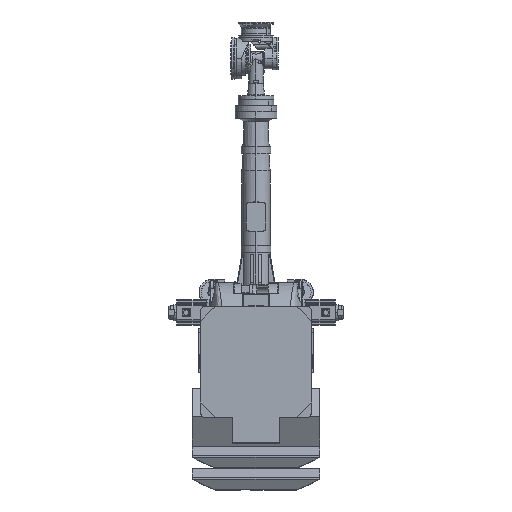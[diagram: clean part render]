
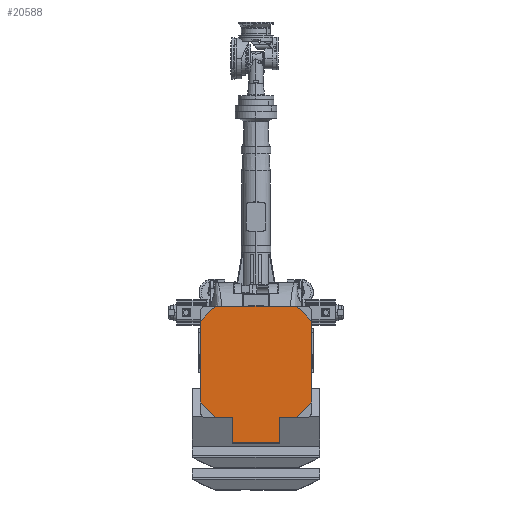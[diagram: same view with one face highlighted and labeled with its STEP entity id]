
A CAD part, top view. The second image highlights one B-rep face of the part: STEP entity #20588.
In plain terms, the highlighted planar face has unit normal (0, 0, 1).
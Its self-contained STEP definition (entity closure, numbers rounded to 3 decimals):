
#1924 = CARTESIAN_POINT ( 'NONE',  ( -393., -284.211, 0. ) ) ;
#2422 = VERTEX_POINT ( 'NONE', #18432 ) ;
#2832 = CARTESIAN_POINT ( 'NONE',  ( 284.211, 393., 0. ) ) ;
#3348 = DIRECTION ( 'NONE',  ( 1., 0., 0. ) ) ;
#3732 = ORIENTED_EDGE ( 'NONE', *, *, #90267, .T. ) ;
#3764 = EDGE_CURVE ( 'NONE', #29733, #31853, #25390, .T. ) ;
#5740 = DIRECTION ( 'NONE',  ( 0., 0., 1. ) ) ;
#5755 = LINE ( 'NONE', #83462, #75574 ) ;
#6565 = EDGE_LOOP ( 'NONE', ( #10203, #11495, #86295, #18174, #81117, #3732, #7326, #20268, #78395, #82128, #73200, #75770 ) ) ;
#6607 = AXIS2_PLACEMENT_3D ( 'NONE', #47455, #5740, #54476 ) ;
#7326 = ORIENTED_EDGE ( 'NONE', *, *, #24855, .T. ) ;
#7342 = VERTEX_POINT ( 'NONE', #46249 ) ;
#7871 = VERTEX_POINT ( 'NONE', #47921 ) ;
#9791 = DIRECTION ( 'NONE',  ( 1., 0., 0. ) ) ;
#10203 = ORIENTED_EDGE ( 'NONE', *, *, #58612, .T. ) ;
#11495 = ORIENTED_EDGE ( 'NONE', *, *, #3764, .T. ) ;
#12156 = DIRECTION ( 'NONE',  ( 0., 0., 1. ) ) ;
#13195 = DIRECTION ( 'NONE',  ( -1., 0., 0. ) ) ;
#13965 = CARTESIAN_POINT ( 'NONE',  ( -165., -393., 0. ) ) ;
#15820 = FACE_OUTER_BOUND ( 'NONE', #6565, .T. ) ;
#15906 = EDGE_CURVE ( 'NONE', #2422, #18362, #20597, .T. ) ;
#16610 = EDGE_CURVE ( 'NONE', #89877, #18690, #71772, .T. ) ;
#17295 = AXIS2_PLACEMENT_3D ( 'NONE', #61220, #19491, #68247 ) ;
#17419 = CARTESIAN_POINT ( 'NONE',  ( -165., -572., 0. ) ) ;
#18174 = ORIENTED_EDGE ( 'NONE', *, *, #86623, .T. ) ;
#18362 = VERTEX_POINT ( 'NONE', #19985 ) ;
#18432 = CARTESIAN_POINT ( 'NONE',  ( 165., -393., 0. ) ) ;
#18690 = VERTEX_POINT ( 'NONE', #1924 ) ;
#19491 = DIRECTION ( 'NONE',  ( 0., 0., 1. ) ) ;
#19985 = CARTESIAN_POINT ( 'NONE',  ( 284.211, -393., 0. ) ) ;
#20268 = ORIENTED_EDGE ( 'NONE', *, *, #42002, .T. ) ;
#20588 = ADVANCED_FACE ( 'NONE', ( #15820 ), #23494, .T. ) ;
#20597 = LINE ( 'NONE', #65836, #74063 ) ;
#21528 = DIRECTION ( 'NONE',  ( 0., 1., 0. ) ) ;
#21916 = VERTEX_POINT ( 'NONE', #62751 ) ;
#23364 = DIRECTION ( 'NONE',  ( 0., -1., 0. ) ) ;
#23494 = PLANE ( 'NONE',  #66894 ) ;
#24855 = EDGE_CURVE ( 'NONE', #48942, #7342, #80910, .T. ) ;
#25274 = EDGE_CURVE ( 'NONE', #50286, #7871, #40467, .T. ) ;
#25390 = LINE ( 'NONE', #25519, #62460 ) ;
#25519 = CARTESIAN_POINT ( 'NONE',  ( -165., -572., 0. ) ) ;
#26191 = CARTESIAN_POINT ( 'NONE',  ( 165., -572., 0. ) ) ;
#28155 = CIRCLE ( 'NONE', #60551, 485. ) ;
#29656 = DIRECTION ( 'NONE',  ( 0., 0., 1. ) ) ;
#29733 = VERTEX_POINT ( 'NONE', #13965 ) ;
#30533 = CARTESIAN_POINT ( 'NONE',  ( 358., 358., 0. ) ) ;
#30786 = CARTESIAN_POINT ( 'NONE',  ( 393., -284.211, 0. ) ) ;
#31853 = VERTEX_POINT ( 'NONE', #17419 ) ;
#32850 = LINE ( 'NONE', #36675, #67707 ) ;
#33245 = DIRECTION ( 'NONE',  ( 0., 1., 0. ) ) ;
#33502 = CIRCLE ( 'NONE', #34102, 485. ) ;
#34102 = AXIS2_PLACEMENT_3D ( 'NONE', #53893, #12156, #60910 ) ;
#36675 = CARTESIAN_POINT ( 'NONE',  ( 165., -572., 0. ) ) ;
#38303 = VECTOR ( 'NONE', #13195, 1000. ) ;
#38503 = LINE ( 'NONE', #26191, #52605 ) ;
#40467 = LINE ( 'NONE', #75735, #38303 ) ;
#42002 = EDGE_CURVE ( 'NONE', #7342, #50286, #33502, .T. ) ;
#46249 = CARTESIAN_POINT ( 'NONE',  ( 393., 284.211, 0. ) ) ;
#47455 = CARTESIAN_POINT ( 'NONE',  ( 0., 0., 0. ) ) ;
#47921 = CARTESIAN_POINT ( 'NONE',  ( -284.211, 393., 0. ) ) ;
#48777 = VECTOR ( 'NONE', #23364, 1000. ) ;
#48942 = VERTEX_POINT ( 'NONE', #30786 ) ;
#50286 = VERTEX_POINT ( 'NONE', #2832 ) ;
#50596 = DIRECTION ( 'NONE',  ( 1., 0., 0. ) ) ;
#51485 = DIRECTION ( 'NONE',  ( 0., 0., 1. ) ) ;
#52605 = VECTOR ( 'NONE', #33245, 1000. ) ;
#53443 = CARTESIAN_POINT ( 'NONE',  ( -393., 284.211, 0. ) ) ;
#53893 = CARTESIAN_POINT ( 'NONE',  ( 0., 0., 0. ) ) ;
#54476 = DIRECTION ( 'NONE',  ( 1., 0., 0. ) ) ;
#55323 = DIRECTION ( 'NONE',  ( 1., 0., 0. ) ) ;
#58080 = CARTESIAN_POINT ( 'NONE',  ( -393., -358., 0. ) ) ;
#58612 = EDGE_CURVE ( 'NONE', #60331, #29733, #5755, .T. ) ;
#60331 = VERTEX_POINT ( 'NONE', #84023 ) ;
#60551 = AXIS2_PLACEMENT_3D ( 'NONE', #71419, #29656, #78436 ) ;
#60910 = DIRECTION ( 'NONE',  ( 1., 0., 0. ) ) ;
#61220 = CARTESIAN_POINT ( 'NONE',  ( 0., 0., 0. ) ) ;
#62293 = VECTOR ( 'NONE', #21528, 1000. ) ;
#62460 = VECTOR ( 'NONE', #74319, 1000. ) ;
#62751 = CARTESIAN_POINT ( 'NONE',  ( 165., -572., 0. ) ) ;
#63533 = EDGE_CURVE ( 'NONE', #18690, #60331, #71645, .T. ) ;
#65836 = CARTESIAN_POINT ( 'NONE',  ( -358., -393., 0. ) ) ;
#66894 = AXIS2_PLACEMENT_3D ( 'NONE', #30533, #51485, #9791 ) ;
#67707 = VECTOR ( 'NONE', #50596, 1000. ) ;
#68247 = DIRECTION ( 'NONE',  ( 1., 0., 0. ) ) ;
#71419 = CARTESIAN_POINT ( 'NONE',  ( 0., 0., 0. ) ) ;
#71645 = CIRCLE ( 'NONE', #6607, 485. ) ;
#71772 = LINE ( 'NONE', #58080, #48777 ) ;
#73018 = CIRCLE ( 'NONE', #17295, 485. ) ;
#73200 = ORIENTED_EDGE ( 'NONE', *, *, #16610, .T. ) ;
#74063 = VECTOR ( 'NONE', #3348, 1000. ) ;
#74319 = DIRECTION ( 'NONE',  ( 0., -1., 0. ) ) ;
#75574 = VECTOR ( 'NONE', #55323, 1000. ) ;
#75735 = CARTESIAN_POINT ( 'NONE',  ( -358., 393., 0. ) ) ;
#75770 = ORIENTED_EDGE ( 'NONE', *, *, #63533, .T. ) ;
#75774 = EDGE_CURVE ( 'NONE', #31853, #21916, #32850, .T. ) ;
#78395 = ORIENTED_EDGE ( 'NONE', *, *, #25274, .T. ) ;
#78436 = DIRECTION ( 'NONE',  ( 1., 0., 0. ) ) ;
#78471 = EDGE_CURVE ( 'NONE', #7871, #89877, #73018, .T. ) ;
#80910 = LINE ( 'NONE', #84076, #62293 ) ;
#81117 = ORIENTED_EDGE ( 'NONE', *, *, #15906, .T. ) ;
#82128 = ORIENTED_EDGE ( 'NONE', *, *, #78471, .T. ) ;
#83462 = CARTESIAN_POINT ( 'NONE',  ( -358., -393., 0. ) ) ;
#84023 = CARTESIAN_POINT ( 'NONE',  ( -284.211, -393., 0. ) ) ;
#84076 = CARTESIAN_POINT ( 'NONE',  ( 393., -358., 0. ) ) ;
#86295 = ORIENTED_EDGE ( 'NONE', *, *, #75774, .T. ) ;
#86623 = EDGE_CURVE ( 'NONE', #21916, #2422, #38503, .T. ) ;
#89877 = VERTEX_POINT ( 'NONE', #53443 ) ;
#90267 = EDGE_CURVE ( 'NONE', #18362, #48942, #28155, .T. ) ;
